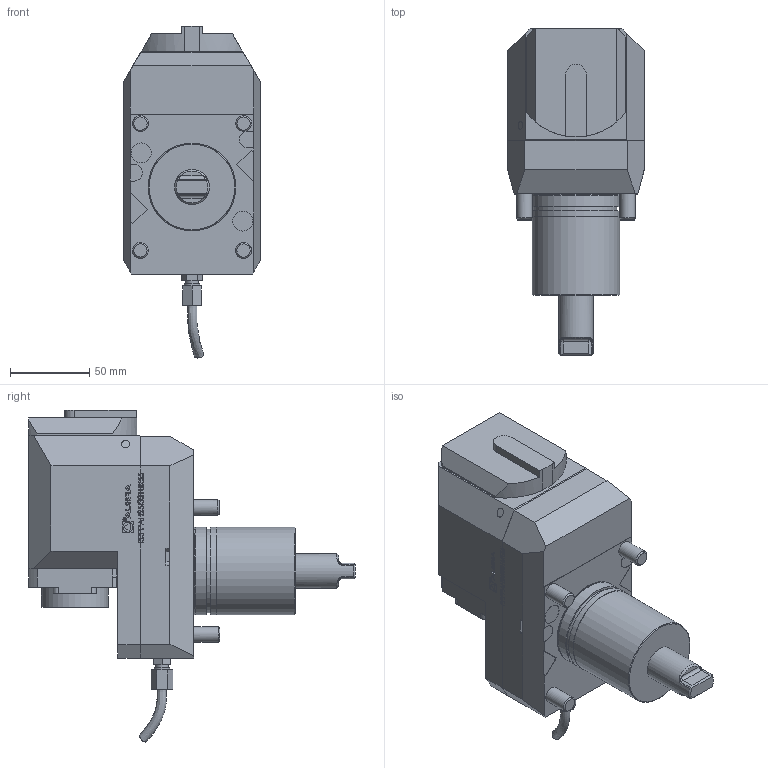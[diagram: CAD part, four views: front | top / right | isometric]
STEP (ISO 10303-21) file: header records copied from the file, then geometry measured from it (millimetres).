
FILE_DESCRIPTION (( 'STEP AP214' ), '1' );
FILE_NAME ('RRPPAH25I331UK55.STEP', '2025-10-03T08:41:07', ( '' ), ( '' ), 'SwSTEP 2.0', 'SolidWorks 2023', '' );
FILE_SCHEMA (( 'AUTOMOTIVE_DESIGN' ));
Length unit declared in the file: millimetre
Products named in the file (1): RRPPAH25I331UK55
Bounding box: 86 x 205.8 x 209.31 mm (x, y, z)
Volume: 1201867.4 mm3; surface area: 85182.7 mm2
Topology: 1 solids, 4 shells, 557 faces, 1500 edges, 990 vertices
Faces by surface type: plane 367, bspline 102, cylinder 73, cone 14, torus 1
Full cylindrical faces by diameter (mm): 1.7 x1, 2.1 x1, 5 x1, 6 x1, 6.366 x1, 8.15 x1, 9.8 x1, 10 x4, 22 x1, 42 x1, 52.808 x1, 54.99 x1, 55 x1, 55.39 x2
Entity records: 26994 total; most frequent: CARTESIAN_POINT 10201, ORIENTED_EDGE 2918, DIRECTION 2261, EDGE_CURVE 1459, VECTOR 1051, LINE 1051, VERTEX_POINT 978, EDGE_LOOP 625
